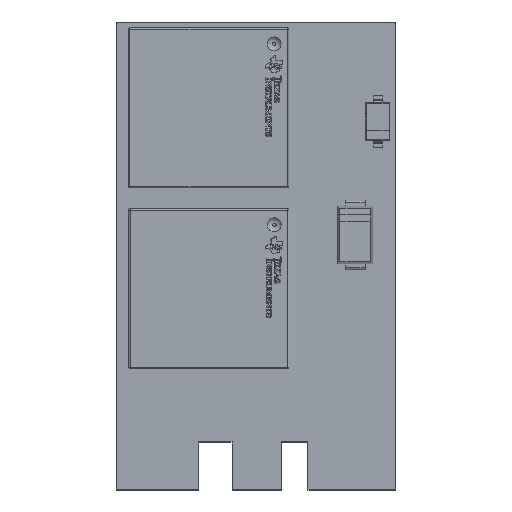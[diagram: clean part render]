
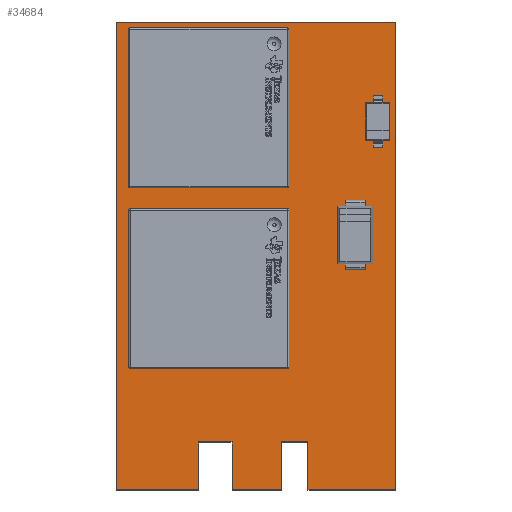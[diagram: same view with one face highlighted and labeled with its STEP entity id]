
A CAD part, top view. The second image highlights one B-rep face of the part: STEP entity #34684.
In plain terms, the highlighted planar face has unit normal (0, 0, 1).
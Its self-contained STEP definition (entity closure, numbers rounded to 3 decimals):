
#34299 = VERTEX_POINT('',#34300);
#34300 = CARTESIAN_POINT('',(21.,0.,1.6));
#34306 = EDGE_CURVE('',#34299,#34307,#34309,.T.);
#34307 = VERTEX_POINT('',#34308);
#34308 = CARTESIAN_POINT('',(14.4,0.,1.6));
#34309 = LINE('',#34310,#34311);
#34310 = CARTESIAN_POINT('',(21.,0.,1.6));
#34311 = VECTOR('',#34312,1.);
#34312 = DIRECTION('',(-1.,0.,0.));
#34337 = EDGE_CURVE('',#34307,#34338,#34340,.T.);
#34338 = VERTEX_POINT('',#34339);
#34339 = CARTESIAN_POINT('',(14.4,3.6,1.6));
#34340 = LINE('',#34341,#34342);
#34341 = CARTESIAN_POINT('',(14.4,0.,1.6));
#34342 = VECTOR('',#34343,1.);
#34343 = DIRECTION('',(0.,1.,0.));
#34368 = EDGE_CURVE('',#34338,#34369,#34371,.T.);
#34369 = VERTEX_POINT('',#34370);
#34370 = CARTESIAN_POINT('',(12.4,3.6,1.6));
#34371 = LINE('',#34372,#34373);
#34372 = CARTESIAN_POINT('',(14.4,3.6,1.6));
#34373 = VECTOR('',#34374,1.);
#34374 = DIRECTION('',(-1.,0.,0.));
#34399 = EDGE_CURVE('',#34369,#34400,#34402,.T.);
#34400 = VERTEX_POINT('',#34401);
#34401 = CARTESIAN_POINT('',(12.4,0.,1.6));
#34402 = LINE('',#34403,#34404);
#34403 = CARTESIAN_POINT('',(12.4,3.6,1.6));
#34404 = VECTOR('',#34405,1.);
#34405 = DIRECTION('',(0.,-1.,0.));
#34430 = EDGE_CURVE('',#34400,#34431,#34433,.T.);
#34431 = VERTEX_POINT('',#34432);
#34432 = CARTESIAN_POINT('',(8.7,0.,1.6));
#34433 = LINE('',#34434,#34435);
#34434 = CARTESIAN_POINT('',(12.4,0.,1.6));
#34435 = VECTOR('',#34436,1.);
#34436 = DIRECTION('',(-1.,0.,0.));
#34461 = EDGE_CURVE('',#34431,#34462,#34464,.T.);
#34462 = VERTEX_POINT('',#34463);
#34463 = CARTESIAN_POINT('',(8.7,3.6,1.6));
#34464 = LINE('',#34465,#34466);
#34465 = CARTESIAN_POINT('',(8.7,0.,1.6));
#34466 = VECTOR('',#34467,1.);
#34467 = DIRECTION('',(0.,1.,0.));
#34492 = EDGE_CURVE('',#34462,#34493,#34495,.T.);
#34493 = VERTEX_POINT('',#34494);
#34494 = CARTESIAN_POINT('',(6.2,3.6,1.6));
#34495 = LINE('',#34496,#34497);
#34496 = CARTESIAN_POINT('',(8.7,3.6,1.6));
#34497 = VECTOR('',#34498,1.);
#34498 = DIRECTION('',(-1.,0.,0.));
#34523 = EDGE_CURVE('',#34493,#34524,#34526,.T.);
#34524 = VERTEX_POINT('',#34525);
#34525 = CARTESIAN_POINT('',(6.2,0.,1.6));
#34526 = LINE('',#34527,#34528);
#34527 = CARTESIAN_POINT('',(6.2,3.6,1.6));
#34528 = VECTOR('',#34529,1.);
#34529 = DIRECTION('',(0.,-1.,0.));
#34554 = EDGE_CURVE('',#34524,#34555,#34557,.T.);
#34555 = VERTEX_POINT('',#34556);
#34556 = CARTESIAN_POINT('',(0.,0.,1.6));
#34557 = LINE('',#34558,#34559);
#34558 = CARTESIAN_POINT('',(6.2,0.,1.6));
#34559 = VECTOR('',#34560,1.);
#34560 = DIRECTION('',(-1.,0.,0.));
#34585 = EDGE_CURVE('',#34555,#34586,#34588,.T.);
#34586 = VERTEX_POINT('',#34587);
#34587 = CARTESIAN_POINT('',(0.,35.1,1.6));
#34588 = LINE('',#34589,#34590);
#34589 = CARTESIAN_POINT('',(0.,0.,1.6));
#34590 = VECTOR('',#34591,1.);
#34591 = DIRECTION('',(0.,1.,0.));
#34616 = EDGE_CURVE('',#34586,#34617,#34619,.T.);
#34617 = VERTEX_POINT('',#34618);
#34618 = CARTESIAN_POINT('',(21.,35.1,1.6));
#34619 = LINE('',#34620,#34621);
#34620 = CARTESIAN_POINT('',(0.,35.1,1.6));
#34621 = VECTOR('',#34622,1.);
#34622 = DIRECTION('',(1.,0.,0.));
#34647 = EDGE_CURVE('',#34617,#34299,#34648,.T.);
#34648 = LINE('',#34649,#34650);
#34649 = CARTESIAN_POINT('',(21.,35.1,1.6));
#34650 = VECTOR('',#34651,1.);
#34651 = DIRECTION('',(0.,-1.,0.));
#34684 = ADVANCED_FACE('',(#34685),#34699,.F.);
#34685 = FACE_BOUND('',#34686,.F.);
#34686 = EDGE_LOOP('',(#34687,#34688,#34689,#34690,#34691,#34692,#34693,
    #34694,#34695,#34696,#34697,#34698));
#34687 = ORIENTED_EDGE('',*,*,#34306,.T.);
#34688 = ORIENTED_EDGE('',*,*,#34337,.T.);
#34689 = ORIENTED_EDGE('',*,*,#34368,.T.);
#34690 = ORIENTED_EDGE('',*,*,#34399,.T.);
#34691 = ORIENTED_EDGE('',*,*,#34430,.T.);
#34692 = ORIENTED_EDGE('',*,*,#34461,.T.);
#34693 = ORIENTED_EDGE('',*,*,#34492,.T.);
#34694 = ORIENTED_EDGE('',*,*,#34523,.T.);
#34695 = ORIENTED_EDGE('',*,*,#34554,.T.);
#34696 = ORIENTED_EDGE('',*,*,#34585,.T.);
#34697 = ORIENTED_EDGE('',*,*,#34616,.T.);
#34698 = ORIENTED_EDGE('',*,*,#34647,.T.);
#34699 = PLANE('',#34700);
#34700 = AXIS2_PLACEMENT_3D('',#34701,#34702,#34703);
#34701 = CARTESIAN_POINT('',(10.491,15.886,1.6));
#34702 = DIRECTION('',(-0.,-0.,-1.));
#34703 = DIRECTION('',(-1.,0.,0.));
